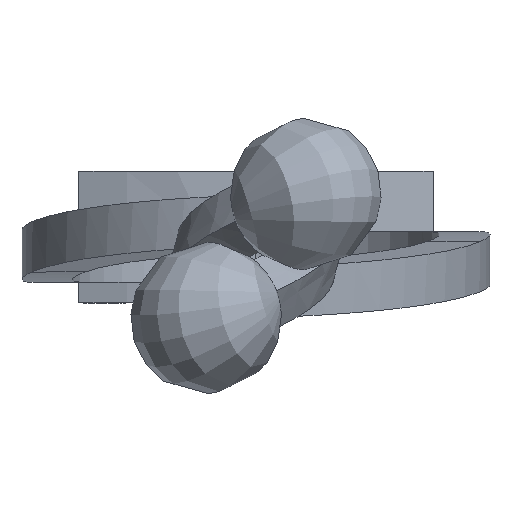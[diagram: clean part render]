
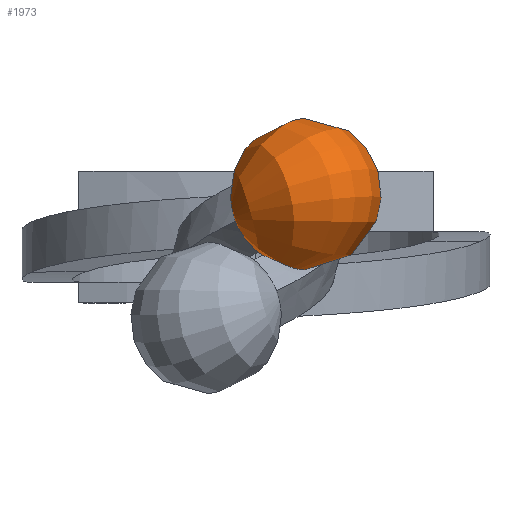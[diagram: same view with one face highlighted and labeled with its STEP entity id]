
A CAD part, top view. The second image highlights one B-rep face of the part: STEP entity #1973.
In plain terms, the highlighted free-form (B-spline) face has degree [2, 2] with [6, 6] control points.
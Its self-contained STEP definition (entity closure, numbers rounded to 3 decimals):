
#1861=CARTESIAN_POINT('',(-0.004,0.999,5.186));
#1862=CARTESIAN_POINT('',(0.099,1.009,5.058));
#1863=CARTESIAN_POINT('',(0.248,1.265,4.743));
#1864=CARTESIAN_POINT('',(0.094,1.77,4.656));
#1865=CARTESIAN_POINT('',(-0.201,1.988,4.891));
#1866=CARTESIAN_POINT('',(-0.305,1.978,5.021));
#1867=CARTESIAN_POINT('',(0.062,0.86,5.228));
#1868=CARTESIAN_POINT('',(0.24,0.811,5.062));
#1869=CARTESIAN_POINT('',(0.65,1.099,4.482));
#1870=CARTESIAN_POINT('',(0.364,2.038,4.32));
#1871=CARTESIAN_POINT('',(-0.192,2.22,4.822));
#1872=CARTESIAN_POINT('',(-0.33,2.133,5.012));
#1873=CARTESIAN_POINT('',(0.084,0.562,5.524));
#1874=CARTESIAN_POINT('',(0.449,0.206,5.466));
#1875=CARTESIAN_POINT('',(11.427,-5.002,1.962));
#1876=CARTESIAN_POINT('',(6.28,11.885,-0.949));
#1877=CARTESIAN_POINT('',(-0.384,2.925,4.999));
#1878=CARTESIAN_POINT('',(-0.5,2.462,5.199));
#1879=CARTESIAN_POINT('',(-0.173,0.562,5.98));
#1880=CARTESIAN_POINT('',(-0.036,0.206,6.323));
#1881=CARTESIAN_POINT('',(2.62,-5.002,17.537));
#1882=CARTESIAN_POINT('',(-2.528,11.885,14.626));
#1883=CARTESIAN_POINT('',(-0.865,2.925,5.849));
#1884=CARTESIAN_POINT('',(-0.753,2.462,5.647));
#1885=CARTESIAN_POINT('',(-0.439,0.859,6.113));
#1886=CARTESIAN_POINT('',(-0.488,0.81,6.351));
#1887=CARTESIAN_POINT('',(-0.774,1.098,7.005));
#1888=CARTESIAN_POINT('',(-1.062,2.041,6.842));
#1889=CARTESIAN_POINT('',(-0.918,2.221,6.105));
#1890=CARTESIAN_POINT('',(-0.826,2.134,5.888));
#1891=CARTESIAN_POINT('',(-0.508,0.997,6.079));
#1892=CARTESIAN_POINT('',(-0.565,1.006,6.235));
#1893=CARTESIAN_POINT('',(-0.758,1.264,6.527));
#1894=CARTESIAN_POINT('',(-0.914,1.773,6.44));
#1895=CARTESIAN_POINT('',(-0.864,1.991,6.063));
#1896=CARTESIAN_POINT('',(-0.806,1.98,5.906));
#1904=(BOUNDED_SURFACE()B_SPLINE_SURFACE(2,2,((#1861,#1867,#1873,#1879,#1885,#1891),(#1862,#1868,#1874,#1880,#1886,#1892),(#1863,#1869,#1875,#1881,#1887,#1893),(#1864,#1870,#1876,#1882,#1888,#1894),(#1865,#1871,#1877,#1883,#1889,#1895),(#1866,#1872,#1878,#1884,#1890,#1896)),.UNSPECIFIED.,.F.,.F.,.U.)B_SPLINE_SURFACE_WITH_KNOTS((3,1,1,1,3),(3,1,1,1,3),(0.0,3.06,6.346,9.631,12.745),(0.0,2.988,6.273,9.559,12.521),.UNSPECIFIED.)GEOMETRIC_REPRESENTATION_ITEM()RATIONAL_B_SPLINE_SURFACE(((66.61,51.162,34.18,34.18,51.092,66.341),(50.608,35.16,18.178,18.178,35.09,50.339),(33.43,17.982,1.0,1.0,17.912,33.161),(33.43,17.982,1.0,1.0,17.912,33.161),(50.754,35.306,18.323,18.323,35.235,50.485),(67.176,51.728,34.746,34.746,51.657,66.907)))REPRESENTATION_ITEM('')SURFACE());
#1905=CARTESIAN_POINT('',(0.422,1.793,4.425));
#1906=VERTEX_POINT('',#1905);
#1907=CARTESIAN_POINT('',(0.31,0.26,5.718));
#1908=VERTEX_POINT('',#1907);
#1909=CARTESIAN_POINT('',(0.422,1.793,4.425));
#1910=CARTESIAN_POINT('',(0.372,1.645,4.496));
#1911=CARTESIAN_POINT('',(0.333,1.499,4.577));
#1912=CARTESIAN_POINT('',(0.272,1.216,4.761));
#1913=CARTESIAN_POINT('',(0.253,1.08,4.862));
#1914=CARTESIAN_POINT('',(0.238,0.887,5.026));
#1915=CARTESIAN_POINT('',(0.236,0.824,5.083));
#1916=CARTESIAN_POINT('',(0.236,0.701,5.201));
#1917=CARTESIAN_POINT('',(0.239,0.641,5.262));
#1918=CARTESIAN_POINT('',(0.255,0.466,5.45));
#1919=CARTESIAN_POINT('',(0.277,0.359,5.582));
#1920=CARTESIAN_POINT('',(0.31,0.26,5.718));
#1921=B_SPLINE_CURVE_WITH_KNOTS('',3,(#1909,#1910,#1911,#1912,#1913,#1914,#1915,#1916,#1917,#1918,#1919,#1920),.UNSPECIFIED.,.F.,.U.,(4,2,2,2,2,4),(0.0,0.25,0.5,0.625,0.75,1.0),.UNSPECIFIED.);
#1922=EDGE_CURVE('',#1906,#1908,#1921,.T.);
#1923=ORIENTED_EDGE('',*,*,#1922,.F.);
#1924=CARTESIAN_POINT('',(-0.723,2.898,5.688));
#1925=VERTEX_POINT('',#1924);
#1926=CARTESIAN_POINT('',(-0.723,2.898,5.688));
#1927=CARTESIAN_POINT('',(-0.681,2.792,5.556));
#1928=CARTESIAN_POINT('',(-0.624,2.69,5.429));
#1929=CARTESIAN_POINT('',(-0.484,2.492,5.188));
#1930=CARTESIAN_POINT('',(-0.4,2.395,5.073));
#1931=CARTESIAN_POINT('',(-0.204,2.206,4.856));
#1932=CARTESIAN_POINT('',(-0.094,2.116,4.756));
#1933=CARTESIAN_POINT('',(0.149,1.946,4.575));
#1934=CARTESIAN_POINT('',(0.281,1.867,4.495));
#1935=CARTESIAN_POINT('',(0.422,1.793,4.425));
#1936=B_SPLINE_CURVE_WITH_KNOTS('',3,(#1926,#1927,#1928,#1929,#1930,#1931,#1932,#1933,#1934,#1935),.UNSPECIFIED.,.F.,.U.,(4,2,2,2,4),(0.,0.25,0.5,0.75,1.0),.UNSPECIFIED.);
#1937=EDGE_CURVE('',#1925,#1906,#1936,.T.);
#1938=ORIENTED_EDGE('',*,*,#1937,.F.);
#1939=CARTESIAN_POINT('',(-0.813,1.371,6.988));
#1940=VERTEX_POINT('',#1939);
#1941=CARTESIAN_POINT('',(-0.813,1.371,6.988));
#1942=CARTESIAN_POINT('',(-0.854,1.467,6.85));
#1943=CARTESIAN_POINT('',(-0.883,1.571,6.717));
#1944=CARTESIAN_POINT('',(-0.916,1.797,6.465));
#1945=CARTESIAN_POINT('',(-0.92,1.919,6.345));
#1946=CARTESIAN_POINT('',(-0.905,2.182,6.12));
#1947=CARTESIAN_POINT('',(-0.885,2.319,6.018));
#1948=CARTESIAN_POINT('',(-0.837,2.531,5.882));
#1949=CARTESIAN_POINT('',(-0.819,2.603,5.84));
#1950=CARTESIAN_POINT('',(-0.775,2.749,5.76));
#1951=CARTESIAN_POINT('',(-0.75,2.823,5.722));
#1952=CARTESIAN_POINT('',(-0.723,2.898,5.688));
#1953=B_SPLINE_CURVE_WITH_KNOTS('',3,(#1941,#1942,#1943,#1944,#1945,#1946,#1947,#1948,#1949,#1950,#1951,#1952),.UNSPECIFIED.,.F.,.U.,(4,2,2,2,2,4),(0.0,0.25,0.5,0.75,0.875,1.),.UNSPECIFIED.);
#1954=EDGE_CURVE('',#1940,#1925,#1953,.T.);
#1955=ORIENTED_EDGE('',*,*,#1954,.F.);
#1956=CARTESIAN_POINT('',(0.31,0.26,5.718));
#1957=CARTESIAN_POINT('',(0.167,0.332,5.787));
#1958=CARTESIAN_POINT('',(0.035,0.411,5.867));
#1959=CARTESIAN_POINT('',(-0.209,0.581,6.048));
#1960=CARTESIAN_POINT('',(-0.317,0.671,6.148));
#1961=CARTESIAN_POINT('',(-0.459,0.812,6.31));
#1962=CARTESIAN_POINT('',(-0.503,0.86,6.366));
#1963=CARTESIAN_POINT('',(-0.585,0.958,6.482));
#1964=CARTESIAN_POINT('',(-0.623,1.009,6.542));
#1965=CARTESIAN_POINT('',(-0.724,1.161,6.727));
#1966=CARTESIAN_POINT('',(-0.776,1.265,6.855));
#1967=CARTESIAN_POINT('',(-0.813,1.371,6.988));
#1968=B_SPLINE_CURVE_WITH_KNOTS('',3,(#1956,#1957,#1958,#1959,#1960,#1961,#1962,#1963,#1964,#1965,#1966,#1967),.UNSPECIFIED.,.F.,.U.,(4,2,2,2,2,4),(0.0,0.25,0.5,0.625,0.75,1.0),.UNSPECIFIED.);
#1969=EDGE_CURVE('',#1908,#1940,#1968,.T.);
#1970=ORIENTED_EDGE('',*,*,#1969,.F.);
#1971=EDGE_LOOP('',(#1923,#1938,#1955,#1970));
#1972=FACE_OUTER_BOUND('',#1971,.T.);
#1973=ADVANCED_FACE('',(#1972),#1904,.T.);
